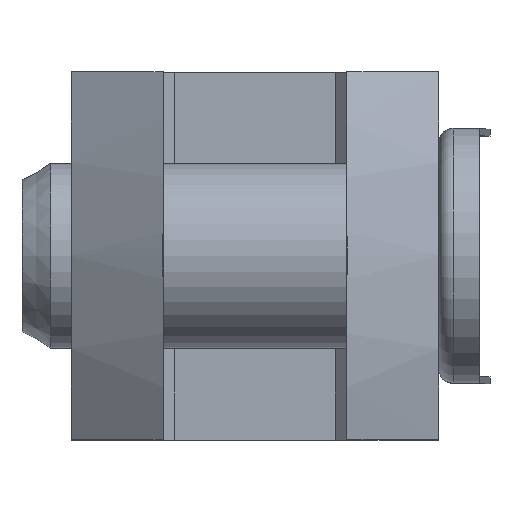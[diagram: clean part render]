
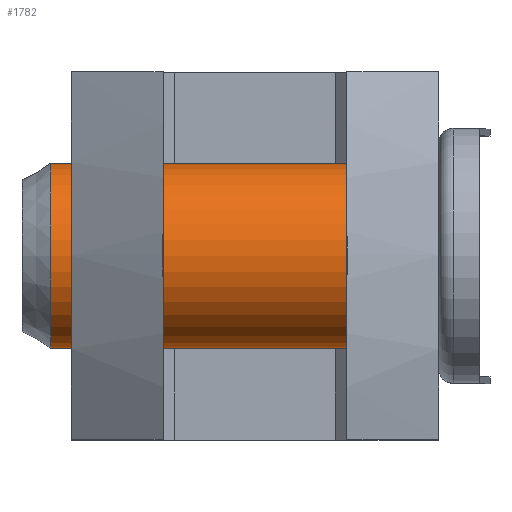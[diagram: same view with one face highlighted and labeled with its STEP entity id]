
A CAD part, top view. The second image highlights one B-rep face of the part: STEP entity #1782.
In plain terms, the highlighted cylindrical face has radius 8 mm (diameter 16 mm), a full revolution.
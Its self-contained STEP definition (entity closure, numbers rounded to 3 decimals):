
#62=CYLINDRICAL_SURFACE('',#1991,8.);
#859=ORIENTED_EDGE('',*,*,#1115,.F.);
#860=ORIENTED_EDGE('',*,*,#1099,.T.);
#1099=EDGE_CURVE('',#1277,#1277,#1353,.F.);
#1115=EDGE_CURVE('',#1284,#1284,#1362,.T.);
#1277=VERTEX_POINT('',#3173);
#1284=VERTEX_POINT('',#3206);
#1353=CIRCLE('',#1973,8.);
#1362=CIRCLE('',#1992,8.);
#1483=EDGE_LOOP('',(#859));
#1484=EDGE_LOOP('',(#860));
#1615=FACE_BOUND('',#1483,.T.);
#1616=FACE_BOUND('',#1484,.T.);
#1782=ADVANCED_FACE('',(#1615,#1616),#62,.T.);
#1973=AXIS2_PLACEMENT_3D('',#3172,#2429,#2430);
#1991=AXIS2_PLACEMENT_3D('',#3204,#2472,#2473);
#1992=AXIS2_PLACEMENT_3D('',#3205,#2474,#2475);
#2429=DIRECTION('',(0.,1.,0.));
#2430=DIRECTION('',(0.,0.,1.));
#2472=DIRECTION('',(0.,-1.,0.));
#2473=DIRECTION('',(0.,0.,-1.));
#2474=DIRECTION('',(0.,-1.,0.));
#2475=DIRECTION('',(0.,0.,-1.));
#3172=CARTESIAN_POINT('',(0.,16.,-46.));
#3173=CARTESIAN_POINT('',(0.,16.,-38.));
#3204=CARTESIAN_POINT('',(0.,-20.,-46.));
#3205=CARTESIAN_POINT('',(0.,-17.5,-46.));
#3206=CARTESIAN_POINT('',(0.,-17.5,-54.));
